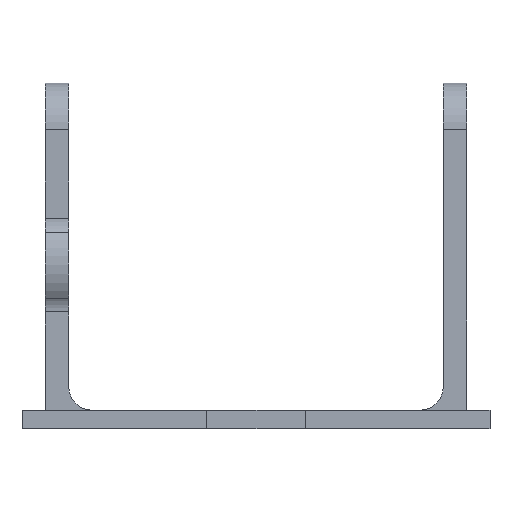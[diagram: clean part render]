
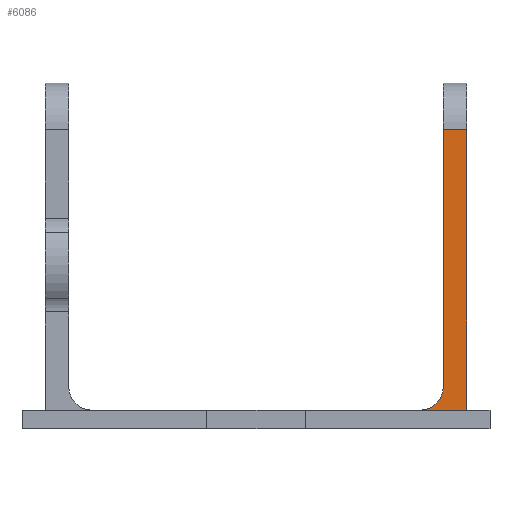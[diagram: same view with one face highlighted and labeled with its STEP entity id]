
A CAD part, front view. The second image highlights one B-rep face of the part: STEP entity #6086.
In plain terms, the highlighted planar face has unit normal (0, -1, 0).
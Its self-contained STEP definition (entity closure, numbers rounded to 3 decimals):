
#314 = VERTEX_POINT ( 'NONE', #1468 ) ;
#540 = EDGE_CURVE ( 'NONE', #4627, #1867, #2143, .T. ) ;
#588 = DIRECTION ( 'NONE',  ( -1., 0., 0. ) ) ;
#725 = DIRECTION ( 'NONE',  ( 0., 1., 0. ) ) ;
#1181 = VERTEX_POINT ( 'NONE', #3433 ) ;
#1361 = VECTOR ( 'NONE', #4392, 1000. ) ;
#1373 = LINE ( 'NONE', #6254, #1361 ) ;
#1468 = CARTESIAN_POINT ( 'NONE',  ( 111., -38.5, 128. ) ) ;
#1655 = EDGE_CURVE ( 'NONE', #314, #1181, #2715, .T. ) ;
#1851 = ORIENTED_EDGE ( 'NONE', *, *, #1655, .T. ) ;
#1867 = VERTEX_POINT ( 'NONE', #2841 ) ;
#1918 = CARTESIAN_POINT ( 'NONE',  ( 101., -38.5, 148. ) ) ;
#1991 = VECTOR ( 'NONE', #588, 1000. ) ;
#2009 = EDGE_CURVE ( 'NONE', #2385, #1867, #6323, .T. ) ;
#2143 = LINE ( 'NONE', #6093, #1991 ) ;
#2199 = DIRECTION ( 'NONE',  ( -1., 0., 0. ) ) ;
#2231 = VECTOR ( 'NONE', #2199, 1000. ) ;
#2259 = CARTESIAN_POINT ( 'NONE',  ( 101., -38.5, 128. ) ) ;
#2385 = VERTEX_POINT ( 'NONE', #4092 ) ;
#2466 = ORIENTED_EDGE ( 'NONE', *, *, #2009, .T. ) ;
#2639 = CARTESIAN_POINT ( 'NONE',  ( 91., -38.5, 18. ) ) ;
#2647 = ORIENTED_EDGE ( 'NONE', *, *, #540, .F. ) ;
#2702 = DIRECTION ( 'NONE',  ( 1., 0., 0. ) ) ;
#2715 = LINE ( 'NONE', #2259, #2231 ) ;
#2841 = CARTESIAN_POINT ( 'NONE',  ( 91., -38.5, 8. ) ) ;
#3001 = ORIENTED_EDGE ( 'NONE', *, *, #5328, .F. ) ;
#3006 = CARTESIAN_POINT ( 'NONE',  ( 101., -38.5, 148. ) ) ;
#3419 = DIRECTION ( 'NONE',  ( 1., 0., 0. ) ) ;
#3433 = CARTESIAN_POINT ( 'NONE',  ( 101., -38.5, 128. ) ) ;
#3517 = PLANE ( 'NONE',  #5885 ) ;
#3652 = AXIS2_PLACEMENT_3D ( 'NONE', #2639, #725, #2702 ) ;
#3868 = EDGE_CURVE ( 'NONE', #1181, #2385, #5006, .T. ) ;
#3937 = FACE_OUTER_BOUND ( 'NONE', #6186, .T. ) ;
#4092 = CARTESIAN_POINT ( 'NONE',  ( 101., -38.5, 18. ) ) ;
#4392 = DIRECTION ( 'NONE',  ( 0., 0., -1. ) ) ;
#4627 = VERTEX_POINT ( 'NONE', #5931 ) ;
#4974 = DIRECTION ( 'NONE',  ( 0., 0., -1. ) ) ;
#5006 = LINE ( 'NONE', #3006, #5340 ) ;
#5328 = EDGE_CURVE ( 'NONE', #314, #4627, #1373, .T. ) ;
#5340 = VECTOR ( 'NONE', #4974, 1000. ) ;
#5885 = AXIS2_PLACEMENT_3D ( 'NONE', #1918, #5903, #3419 ) ;
#5903 = DIRECTION ( 'NONE',  ( 0., -1., 0. ) ) ;
#5931 = CARTESIAN_POINT ( 'NONE',  ( 111., -38.5, 8. ) ) ;
#6086 = ADVANCED_FACE ( 'NONE', ( #3937 ), #3517, .T. ) ;
#6093 = CARTESIAN_POINT ( 'NONE',  ( 101., -38.5, 8. ) ) ;
#6186 = EDGE_LOOP ( 'NONE', ( #3001, #1851, #6292, #2466, #2647 ) ) ;
#6254 = CARTESIAN_POINT ( 'NONE',  ( 111., -38.5, 148. ) ) ;
#6292 = ORIENTED_EDGE ( 'NONE', *, *, #3868, .T. ) ;
#6323 = CIRCLE ( 'NONE', #3652, 10. ) ;
